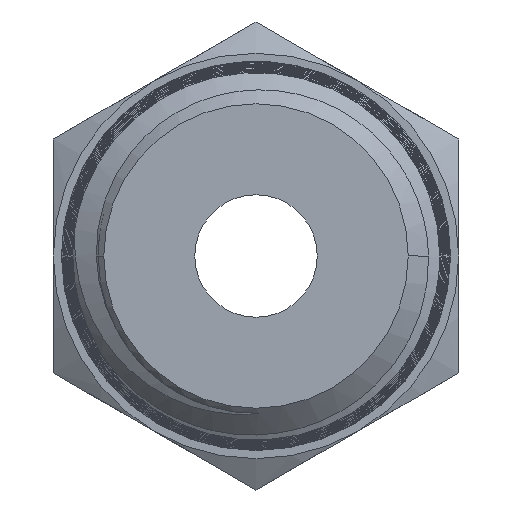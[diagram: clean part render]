
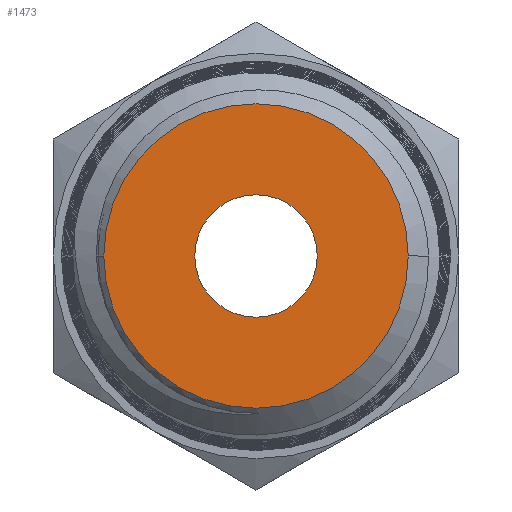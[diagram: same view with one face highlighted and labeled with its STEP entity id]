
A CAD part, left-side view. The second image highlights one B-rep face of the part: STEP entity #1473.
In plain terms, the highlighted planar face has unit normal (-1, 0, 0).
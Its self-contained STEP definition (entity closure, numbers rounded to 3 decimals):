
#21=FACE_BOUND('',#292,.T.);
#25=PLANE('',#1581);
#203=FACE_OUTER_BOUND('',#291,.T.);
#291=EDGE_LOOP('',(#1145,#1146));
#292=EDGE_LOOP('',(#1147,#1148));
#341=CIRCLE('',#1544,2.159);
#345=CIRCLE('',#1555,5.365);
#346=CIRCLE('',#1557,5.365);
#350=CIRCLE('',#1582,2.159);
#609=VERTEX_POINT('',#2480);
#610=VERTEX_POINT('',#2481);
#628=VERTEX_POINT('',#2856);
#629=VERTEX_POINT('',#2857);
#774=EDGE_CURVE('',#609,#610,#341,.T.);
#798=EDGE_CURVE('',#628,#629,#345,.T.);
#802=EDGE_CURVE('',#629,#628,#346,.T.);
#869=EDGE_CURVE('',#610,#609,#350,.T.);
#1145=ORIENTED_EDGE('',*,*,#802,.T.);
#1146=ORIENTED_EDGE('',*,*,#798,.T.);
#1147=ORIENTED_EDGE('',*,*,#774,.F.);
#1148=ORIENTED_EDGE('',*,*,#869,.F.);
#1473=ADVANCED_FACE('',(#203,#21),#25,.F.);
#1544=AXIS2_PLACEMENT_3D('',#2482,#1728,#1729);
#1555=AXIS2_PLACEMENT_3D('',#2858,#1758,#1759);
#1557=AXIS2_PLACEMENT_3D('',#2884,#1764,#1765);
#1581=AXIS2_PLACEMENT_3D('',#4538,#1832,#1833);
#1582=AXIS2_PLACEMENT_3D('',#4539,#1834,#1835);
#1728=DIRECTION('center_axis',(-1.,0.,0.));
#1729=DIRECTION('ref_axis',(0.,-1.,0.));
#1758=DIRECTION('center_axis',(-1.,0.,0.));
#1759=DIRECTION('ref_axis',(0.,1.,0.));
#1764=DIRECTION('center_axis',(-1.,0.,0.));
#1765=DIRECTION('ref_axis',(0.,1.,0.));
#1832=DIRECTION('center_axis',(1.,0.,0.));
#1833=DIRECTION('ref_axis',(0.,1.,0.));
#1834=DIRECTION('center_axis',(-1.,0.,0.));
#1835=DIRECTION('ref_axis',(0.,-1.,0.));
#2480=CARTESIAN_POINT('',(-18.034,0.,2.159));
#2481=CARTESIAN_POINT('',(-18.034,0.,-2.159));
#2482=CARTESIAN_POINT('Origin',(-18.034,0.,0.));
#2856=CARTESIAN_POINT('',(-18.034,-5.365,0.));
#2857=CARTESIAN_POINT('',(-18.034,5.365,0.));
#2858=CARTESIAN_POINT('Origin',(-18.034,0.,0.));
#2884=CARTESIAN_POINT('Origin',(-18.034,0.,0.));
#4538=CARTESIAN_POINT('Origin',(-18.034,0.,0.));
#4539=CARTESIAN_POINT('Origin',(-18.034,0.,0.));
